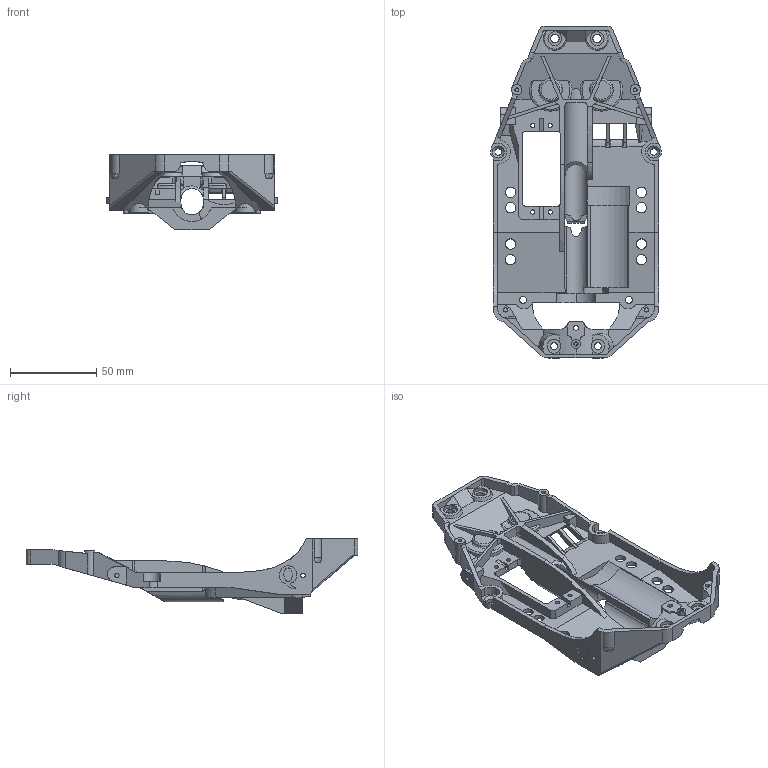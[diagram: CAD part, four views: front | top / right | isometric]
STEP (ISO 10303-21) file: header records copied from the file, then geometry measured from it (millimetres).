
FILE_DESCRIPTION(/* description */ (''),/* implementation_level */ '2;1');
FILE_NAME(/* name */ 'openRTV_Qpack_short_stampede_chassis.step',/* time_stamp */ '2022-05-26T11:38:59+02:00',/* author */ (''),/* organization */ (''),/* preprocessor_version */ 'ST-DEVELOPER v19',/* originating_system */ 'Autodesk Translation Framework v11.7.0.108',/* authorisation */ '');
FILE_SCHEMA (('AUTOMOTIVE_DESIGN { 1 0 10303 214 3 1 1 }'));
Length unit declared in the file: millimetre
Products named in the file (1): chassis
Bounding box: 98.99 x 192.17 x 43.5 mm (x, y, z)
Volume: 64084.3 mm3; surface area: 51307.3 mm2
Topology: 1 solids, 3 shells, 637 faces, 1836 edges, 1197 vertices
Faces by surface type: plane 326, cylinder 174, bspline 97, torus 22, cone 14, sphere 4
Full cylindrical faces by diameter (mm): 2.2 x2, 2.5 x10, 2.8 x1, 4 x6, 4.9 x2, 6 x10, 6.2 x1, 6.8 x2, 8 x5
Entity records: 24864 total; most frequent: CARTESIAN_POINT 8538, ORIENTED_EDGE 3662, DIRECTION 3070, EDGE_CURVE 1831, VERTEX_POINT 1197, LINE 1034, VECTOR 1034, AXIS2_PLACEMENT_3D 1018
